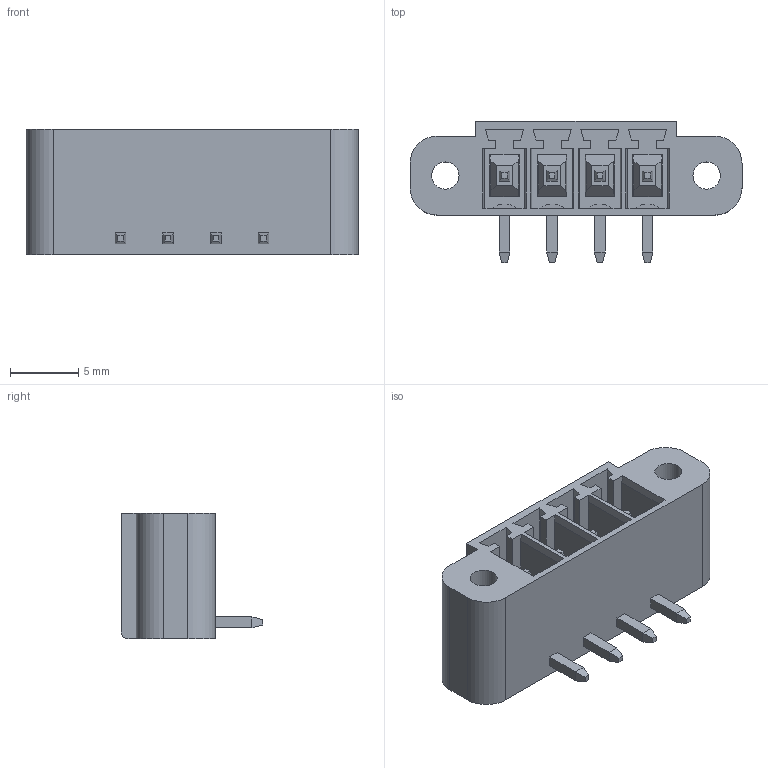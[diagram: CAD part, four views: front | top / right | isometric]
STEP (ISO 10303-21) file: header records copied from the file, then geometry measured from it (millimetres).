
FILE_DESCRIPTION(/* description */ ('Unknown'),/* implementation_level */ '2;1');
FILE_NAME(/* name */ 'ME050-35004-20230323',/* time_stamp */ '2023-03-23T16:38:04+08:00',/* author */ ('Unknown'),/* organization */ ('Unknown'),/* preprocessor_version */ 'ST-DEVELOPER v16.7',/* originating_system */ 'DEX',/* authorisation */ $);
FILE_SCHEMA (('AUTOMOTIVE_DESIGN {1 0 10303 214 3 1 1}'));
Length unit declared in the file: millimetre
Products named in the file (1): ME050-35004-20181016
Bounding box: 24.38 x 10.4 x 9.2 mm (x, y, z)
Volume: 939.7 mm3; surface area: 1647.7 mm2
Topology: 1 solids, 1 shells, 193 faces, 481 edges, 308 vertices
Faces by surface type: plane 180, cylinder 13
Full cylindrical faces by diameter (mm): 2 x2, 3.5 x2
Entity records: 5597 total; most frequent: CARTESIAN_POINT 975, ORIENTED_EDGE 950, DIRECTION 889, EDGE_CURVE 475, LINE 449, VECTOR 449, VERTEX_POINT 306, AXIS2_PLACEMENT_3D 220
